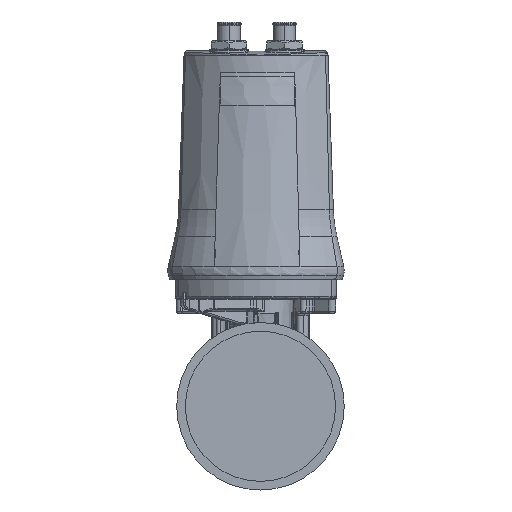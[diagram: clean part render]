
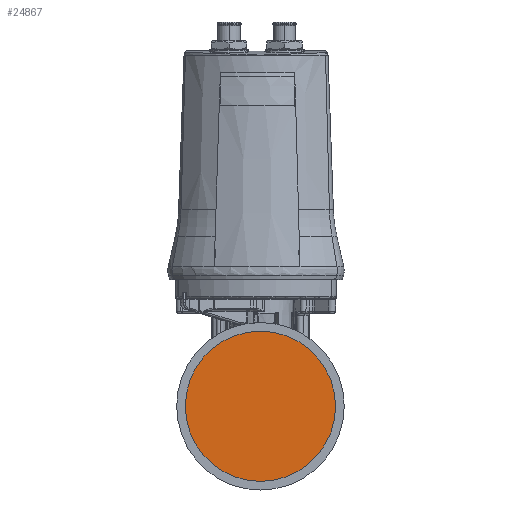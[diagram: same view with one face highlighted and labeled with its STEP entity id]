
A CAD part, left-side view. The second image highlights one B-rep face of the part: STEP entity #24867.
In plain terms, the highlighted planar face has unit normal (-1, 0, 0).
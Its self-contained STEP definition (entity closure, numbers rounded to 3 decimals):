
#4965=CARTESIAN_POINT('',(-68.,0.,-89.715));
#4966=DIRECTION('',(-1.,0.,0.));
#4967=DIRECTION('',(0.,-1.,0.));
#4968=AXIS2_PLACEMENT_3D('',#4965,#4966,#4967);
#4970=CARTESIAN_POINT('',(-68.,0.,-89.715));
#4971=DIRECTION('',(-1.,0.,0.));
#4972=DIRECTION('',(0.,1.,0.));
#4973=AXIS2_PLACEMENT_3D('',#4970,#4971,#4972);
#15502=CARTESIAN_POINT('',(-68.,21.075,-89.715));
#15503=CARTESIAN_POINT('',(-68.,-21.075,-89.715));
#15504=VERTEX_POINT('',#15502);
#15505=VERTEX_POINT('',#15503);
#24858=CARTESIAN_POINT('',(-68.,0.,-68.64));
#24859=DIRECTION('',(1.,0.,0.));
#24860=DIRECTION('',(0.,1.,0.));
#24861=AXIS2_PLACEMENT_3D('',#24858,#24859,#24860);
#24862=PLANE('',#24861);
#24863=ORIENTED_EDGE('',*,*,#24826,.F.);
#24864=ORIENTED_EDGE('',*,*,#24846,.F.);
#24865=EDGE_LOOP('',(#24863,#24864));
#24866=FACE_OUTER_BOUND('',#24865,.F.);
#4969=CIRCLE('',#4968,21.075);
#4974=CIRCLE('',#4973,21.075);
#24826=EDGE_CURVE('',#15505,#15504,#4969,.T.);
#24846=EDGE_CURVE('',#15504,#15505,#4974,.T.);
#24867=ADVANCED_FACE('',(#24866),#24862,.F.);
